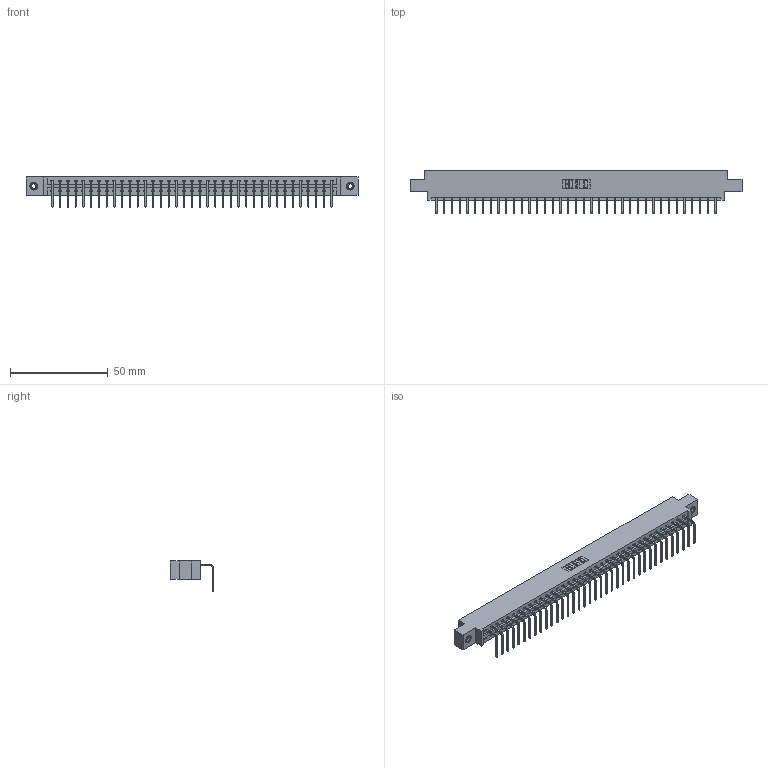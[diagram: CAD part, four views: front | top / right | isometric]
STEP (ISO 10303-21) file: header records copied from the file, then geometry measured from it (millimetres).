
FILE_DESCRIPTION (( 'STEP AP203' ), '1' );
FILE_NAME ('387-037-558-608.STEP', '2018-09-19T03:23:11', ( '' ), ( '' ), 'SwSTEP 2.0', 'SolidWorks 2016', '' );
FILE_SCHEMA (( 'CONFIG_CONTROL_DESIGN' ));
Length unit declared in the file: inch
Products named in the file (4): 337 Part_0.170 Offset - 0.156 Dia-TI; 345-292-001_558 Tail - 2; 345-250-001_345-250-003-102; 387-037-558-608
Assembly tree (40 placements, depth 2):
  387-037-558-608
    337 Part_0.170 Offset - 0.156 Dia-TI
    345-292-001_558 Tail - 2  x37
    345-250-001_345-250-003-102  x2
Bounding box: 169.62 x 22.17 x 15.37 mm (x, y, z)
Volume: 17566 mm3; surface area: 19007.6 mm2
Topology: 40 solids, 40 shells, 2546 faces, 7637 edges, 5034 vertices
Faces by surface type: plane 1882, cylinder 648, cone 12, torus 4
Entity records: 29552 total; most frequent: CARTESIAN_POINT 5128, ORIENTED_EDGE 5094, DIRECTION 4359, EDGE_CURVE 2547, LINE 2399, VECTOR 2399, VERTEX_POINT 1692, AXIS2_PLACEMENT_3D 980
